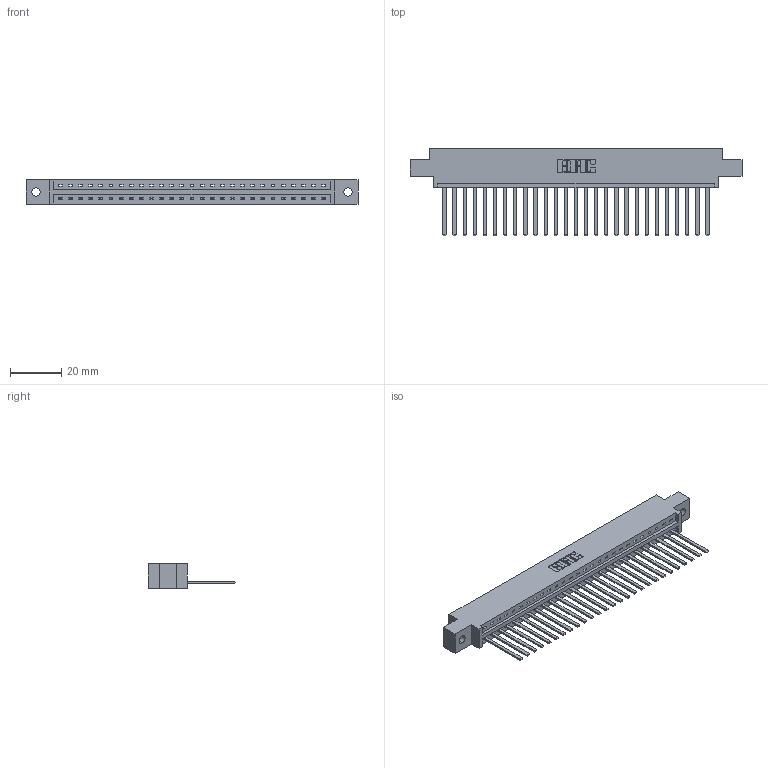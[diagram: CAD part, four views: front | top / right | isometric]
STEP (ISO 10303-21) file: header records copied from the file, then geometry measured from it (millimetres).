
FILE_DESCRIPTION (( 'STEP AP203' ), '1' );
FILE_NAME ('387-027-544-602.STEP', '2018-09-16T16:06:21', ( '' ), ( '' ), 'SwSTEP 2.0', 'SolidWorks 2016', '' );
FILE_SCHEMA (( 'CONFIG_CONTROL_DESIGN' ));
Length unit declared in the file: inch
Products named in the file (3): 337 Part_0.170 Offset - 0.128 Dia; 345-292-001_345-293-144; 387-027-544-602
Assembly tree (28 placements, depth 2):
  387-027-544-602
    337 Part_0.170 Offset - 0.128 Dia
    345-292-001_345-293-144  x27
Bounding box: 130 x 34.3 x 9.4 mm (x, y, z)
Volume: 13481.8 mm3; surface area: 14703.4 mm2
Topology: 28 solids, 28 shells, 1630 faces, 4913 edges, 3238 vertices
Faces by surface type: plane 1208, cylinder 422
Entity records: 21961 total; most frequent: CARTESIAN_POINT 3831, ORIENTED_EDGE 3794, DIRECTION 3251, EDGE_CURVE 1897, VECTOR 1773, LINE 1773, VERTEX_POINT 1262, AXIS2_PLACEMENT_3D 739
